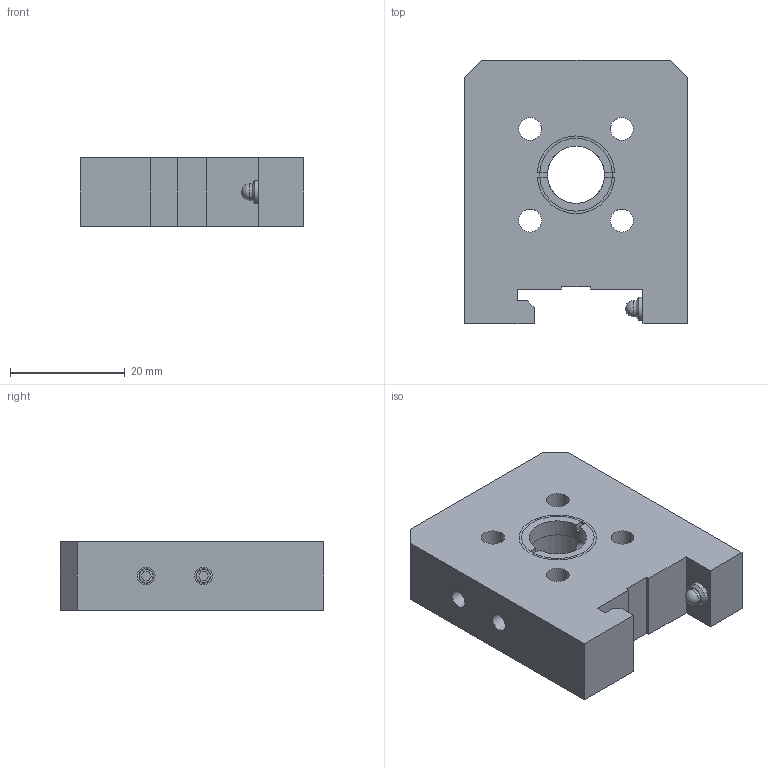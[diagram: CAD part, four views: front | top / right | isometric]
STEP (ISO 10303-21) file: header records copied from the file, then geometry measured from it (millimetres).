
FILE_DESCRIPTION(/* description */ (''),/* implementation_level */ '2;1');
FILE_NAME(/* name */ 'C16-CU-LFH-12.7.stp',/* time_stamp */ '2019-05-28T19:05:29-07:00',/* author */ ('ka.nakajima'),/* organization */ (''),/* preprocessor_version */ 'ST-DEVELOPER v16.13',/* originating_system */ 'Autodesk Inventor 2018',/* authorisation */ '');
FILE_SCHEMA (('AUTOMOTIVE_DESIGN { 1 0 10303 214 3 1 1 }'));
Length unit declared in the file: millimetre
Products named in the file (1): C16-CU-LFH-12.7
Bounding box: 39 x 46 x 12 mm (x, y, z)
Volume: 17791.1 mm3; surface area: 6965.4 mm2
Topology: 1 solids, 1 shells, 144 faces, 357 edges, 239 vertices
Faces by surface type: plane 99, cylinder 28, cone 16, sphere 1
Full cylindrical faces by diameter (mm): 2.5 x8, 2.8 x1, 3.1 x4, 3.3 x3, 4 x5, 10 x2, 12.7 x1
Entity records: 4076 total; most frequent: CARTESIAN_POINT 839, DIRECTION 655, ORIENTED_EDGE 574, EDGE_CURVE 287, AXIS2_PLACEMENT_3D 228, EDGE_LOOP 219, VERTEX_POINT 210, LINE 199
